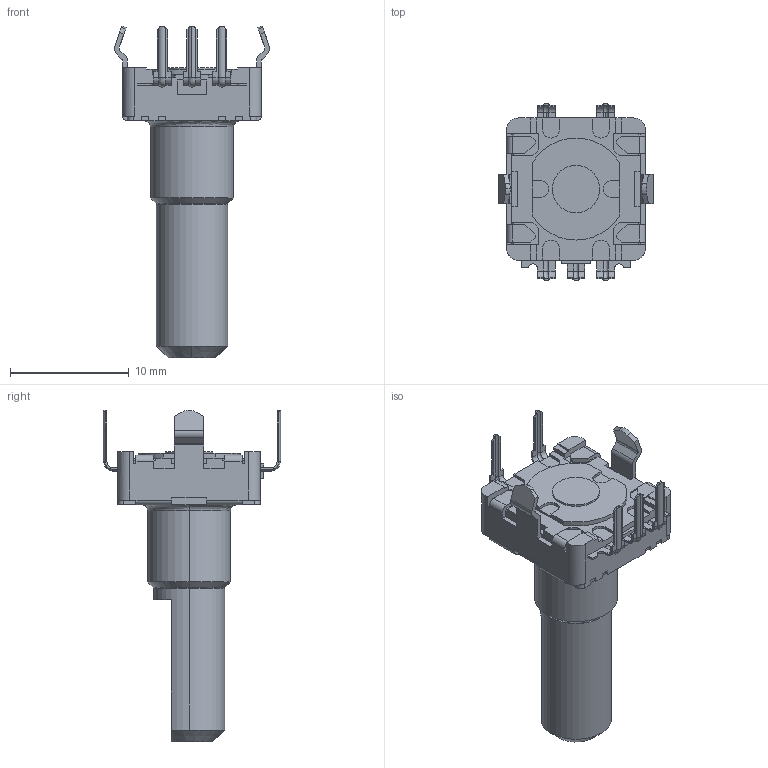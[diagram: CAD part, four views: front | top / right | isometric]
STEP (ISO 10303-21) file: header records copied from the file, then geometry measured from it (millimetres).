
FILE_DESCRIPTION (( 'STEP AP214' ), '1' );
FILE_NAME ('EC11E-nonSW.STEP', '2024-10-07T05:14:30', ( '' ), ( '' ), 'SwSTEP 2.0', 'SolidWorks 2020', '' );
FILE_SCHEMA (( 'AUTOMOTIVE_DESIGN' ));
Length unit declared in the file: centimetre
Products named in the file (1): EC11E-nonSW
Bounding box: 13.1 x 14.95 x 28 mm (x, y, z)
Volume: 1149.9 mm3; surface area: 1049.2 mm2
Topology: 1 solids, 1 shells, 410 faces, 1117 edges, 722 vertices
Faces by surface type: plane 294, cylinder 100, bspline 12, cone 4
Entity records: 14036 total; most frequent: CARTESIAN_POINT 2715, ORIENTED_EDGE 2234, DIRECTION 2082, EDGE_CURVE 1117, LINE 896, VECTOR 896, VERTEX_POINT 722, AXIS2_PLACEMENT_3D 593
